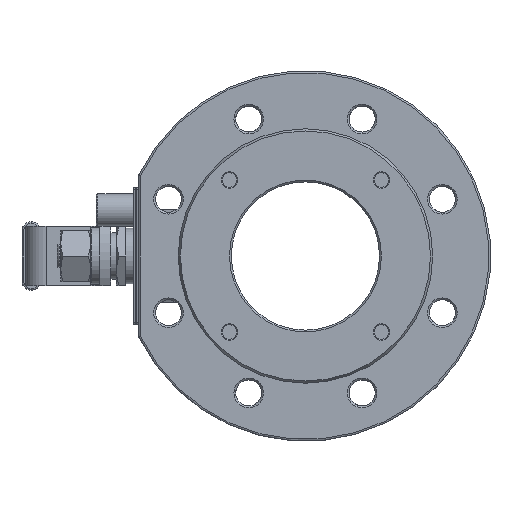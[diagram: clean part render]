
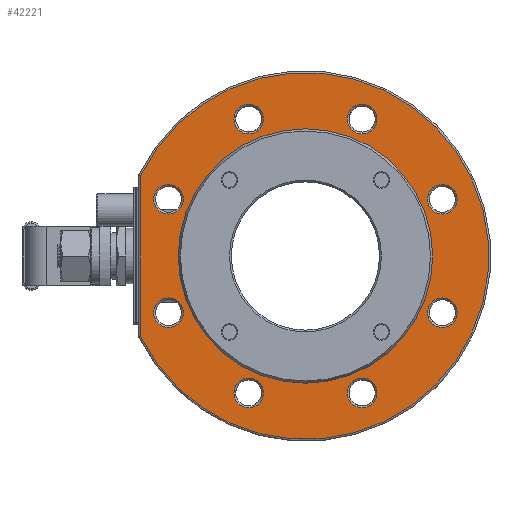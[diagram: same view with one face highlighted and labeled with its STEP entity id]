
A CAD part, left-side view. The second image highlights one B-rep face of the part: STEP entity #42221.
In plain terms, the highlighted planar face has unit normal (-1, 0, 0).
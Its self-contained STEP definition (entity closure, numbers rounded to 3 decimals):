
#329 = VERTEX_POINT ( 'NONE', #54820 ) ;
#333 = VERTEX_POINT ( 'NONE', #54824 ) ;
#334 = VERTEX_POINT ( 'NONE', #54825 ) ;
#336 = VERTEX_POINT ( 'NONE', #54827 ) ;
#339 = VERTEX_POINT ( 'NONE', #54830 ) ;
#341 = VERTEX_POINT ( 'NONE', #54832 ) ;
#342 = VERTEX_POINT ( 'NONE', #54833 ) ;
#343 = VERTEX_POINT ( 'NONE', #54834 ) ;
#344 = VERTEX_POINT ( 'NONE', #54835 ) ;
#602 = PLANE ( 'NONE',  #36147 ) ;
#604 = CARTESIAN_POINT ( 'NONE',  ( -58., 100., 0. ) ) ;
#606 = DIRECTION ( 'NONE',  ( -1., 0., 0. ) ) ;
#607 = DIRECTION ( 'NONE',  ( 0., -1., 0. ) ) ;
#3180 = CIRCLE ( 'NONE', #26479, 68.655 ) ;
#3204 = CIRCLE ( 'NONE', #26768, 8. ) ;
#3328 = VECTOR ( 'NONE', #27565, 1000. ) ;
#3329 = LINE ( 'NONE', #27587, #3328 ) ;
#3382 = CIRCLE ( 'NONE', #34985, 8. ) ;
#3387 = CIRCLE ( 'NONE', #26651, 8. ) ;
#6625 = EDGE_LOOP ( 'NONE', ( #52208 ) ) ;
#6630 = EDGE_LOOP ( 'NONE', ( #52189 ) ) ;
#6634 = EDGE_LOOP ( 'NONE', ( #51150, #52212 ) ) ;
#6647 = EDGE_LOOP ( 'NONE', ( #51154 ) ) ;
#6666 = EDGE_LOOP ( 'NONE', ( #52341 ) ) ;
#6668 = EDGE_LOOP ( 'NONE', ( #52254 ) ) ;
#6670 = EDGE_LOOP ( 'NONE', ( #52183 ) ) ;
#6672 = EDGE_LOOP ( 'NONE', ( #52298 ) ) ;
#6737 = EDGE_LOOP ( 'NONE', ( #51083 ) ) ;
#6805 = EDGE_LOOP ( 'NONE', ( #51131 ) ) ;
#12606 = CIRCLE ( 'NONE', #26887, 8. ) ;
#16449 = CARTESIAN_POINT ( 'NONE',  ( -58., -73.91, -30.615 ) ) ;
#16635 = DIRECTION ( 'NONE',  ( 0., -1., 0. ) ) ;
#16765 = DIRECTION ( 'NONE',  ( 1., 0., 0. ) ) ;
#16945 = DIRECTION ( 'NONE',  ( 1., 0., 0. ) ) ;
#17063 = DIRECTION ( 'NONE',  ( 0., -1., 0. ) ) ;
#17065 = CARTESIAN_POINT ( 'NONE',  ( -58., -30.615, 73.91 ) ) ;
#17371 = EDGE_CURVE ( 'NONE', #24969, #24920, #32571, .T. ) ;
#17462 = EDGE_CURVE ( 'NONE', #329, #329, #19569, .T. ) ;
#19569 = CIRCLE ( 'NONE', #42150, 8. ) ;
#24920 = VERTEX_POINT ( 'NONE', #54580 ) ;
#24969 = VERTEX_POINT ( 'NONE', #54630 ) ;
#25364 = EDGE_CURVE ( 'NONE', #333, #333, #40043, .T. ) ;
#25396 = EDGE_CURVE ( 'NONE', #334, #334, #3387, .T. ) ;
#25426 = EDGE_CURVE ( 'NONE', #336, #336, #12606, .T. ) ;
#25458 = EDGE_CURVE ( 'NONE', #339, #339, #40759, .T. ) ;
#25521 = EDGE_CURVE ( 'NONE', #341, #341, #40822, .T. ) ;
#25525 = EDGE_CURVE ( 'NONE', #342, #342, #3204, .T. ) ;
#25535 = EDGE_CURVE ( 'NONE', #343, #343, #3180, .T. ) ;
#25566 = EDGE_CURVE ( 'NONE', #24920, #24969, #3329, .T. ) ;
#25575 = EDGE_CURVE ( 'NONE', #344, #344, #3382, .T. ) ;
#26479 = AXIS2_PLACEMENT_3D ( 'NONE', #47304, #45987, #47212 ) ;
#26651 = AXIS2_PLACEMENT_3D ( 'NONE', #47373, #47355, #45636 ) ;
#26762 = AXIS2_PLACEMENT_3D ( 'NONE', #16449, #16765, #16635 ) ;
#26768 = AXIS2_PLACEMENT_3D ( 'NONE', #45525, #45900, #46237 ) ;
#26887 = AXIS2_PLACEMENT_3D ( 'NONE', #46013, #47600, #45592 ) ;
#27565 = DIRECTION ( 'NONE',  ( 0., 0., -1. ) ) ;
#27587 = CARTESIAN_POINT ( 'NONE',  ( -58., 89., 0. ) ) ;
#32571 = CIRCLE ( 'NONE', #36088, 99. ) ;
#32573 = FACE_OUTER_BOUND ( 'NONE', #6634, .T. ) ;
#32604 = FACE_BOUND ( 'NONE', #6666, .T. ) ;
#32616 = FACE_BOUND ( 'NONE', #6670, .T. ) ;
#32620 = FACE_BOUND ( 'NONE', #6737, .T. ) ;
#32627 = FACE_BOUND ( 'NONE', #6672, .T. ) ;
#32635 = FACE_BOUND ( 'NONE', #6630, .T. ) ;
#32645 = FACE_BOUND ( 'NONE', #6805, .T. ) ;
#32675 = FACE_BOUND ( 'NONE', #6668, .T. ) ;
#32695 = FACE_BOUND ( 'NONE', #6647, .T. ) ;
#32705 = FACE_BOUND ( 'NONE', #6625, .T. ) ;
#34985 = AXIS2_PLACEMENT_3D ( 'NONE', #51307, #51432, #51275 ) ;
#36088 = AXIS2_PLACEMENT_3D ( 'NONE', #47587, #47941, #48374 ) ;
#36147 = AXIS2_PLACEMENT_3D ( 'NONE', #604, #606, #607 ) ;
#40043 = CIRCLE ( 'NONE', #26762, 8. ) ;
#40759 = CIRCLE ( 'NONE', #41301, 8. ) ;
#40822 = CIRCLE ( 'NONE', #41489, 8. ) ;
#41301 = AXIS2_PLACEMENT_3D ( 'NONE', #17065, #16945, #17063 ) ;
#41489 = AXIS2_PLACEMENT_3D ( 'NONE', #46615, #46724, #46928 ) ;
#42150 = AXIS2_PLACEMENT_3D ( 'NONE', #46898, #46420, #47661 ) ;
#42221 = ADVANCED_FACE ( 'NONE', ( #32645, #32695, #32616, #32675, #32620, #32627, #32705, #32573, #32635, #32604 ), #602, .T. ) ;
#45525 = CARTESIAN_POINT ( 'NONE',  ( -58., 30.615, 73.91 ) ) ;
#45592 = DIRECTION ( 'NONE',  ( 0., -1., 0. ) ) ;
#45636 = DIRECTION ( 'NONE',  ( 0., -1., 0. ) ) ;
#45900 = DIRECTION ( 'NONE',  ( 1., 0., 0. ) ) ;
#45987 = DIRECTION ( 'NONE',  ( 1., 0., 0. ) ) ;
#46013 = CARTESIAN_POINT ( 'NONE',  ( -58., 73.91, 30.615 ) ) ;
#46237 = DIRECTION ( 'NONE',  ( 0., -1., 0. ) ) ;
#46420 = DIRECTION ( 'NONE',  ( 1., 0., 0. ) ) ;
#46615 = CARTESIAN_POINT ( 'NONE',  ( -58., 73.91, -30.615 ) ) ;
#46724 = DIRECTION ( 'NONE',  ( 1., 0., 0. ) ) ;
#46898 = CARTESIAN_POINT ( 'NONE',  ( -58., -73.91, 30.615 ) ) ;
#46928 = DIRECTION ( 'NONE',  ( 0., -1., 0. ) ) ;
#47212 = DIRECTION ( 'NONE',  ( 0., 1., 0. ) ) ;
#47304 = CARTESIAN_POINT ( 'NONE',  ( -58., 0., 0. ) ) ;
#47355 = DIRECTION ( 'NONE',  ( 1., 0., 0. ) ) ;
#47373 = CARTESIAN_POINT ( 'NONE',  ( -58., 30.615, -73.91 ) ) ;
#47587 = CARTESIAN_POINT ( 'NONE',  ( -58., 0., 0. ) ) ;
#47600 = DIRECTION ( 'NONE',  ( 1., 0., 0. ) ) ;
#47661 = DIRECTION ( 'NONE',  ( 0., -1., 0. ) ) ;
#47941 = DIRECTION ( 'NONE',  ( -1., 0., 0. ) ) ;
#48374 = DIRECTION ( 'NONE',  ( 0., -1., 0. ) ) ;
#51083 = ORIENTED_EDGE ( 'NONE', *, *, #17462, .T. ) ;
#51131 = ORIENTED_EDGE ( 'NONE', *, *, #25521, .T. ) ;
#51150 = ORIENTED_EDGE ( 'NONE', *, *, #17371, .T. ) ;
#51154 = ORIENTED_EDGE ( 'NONE', *, *, #25426, .T. ) ;
#51275 = DIRECTION ( 'NONE',  ( 0., -1., 0. ) ) ;
#51307 = CARTESIAN_POINT ( 'NONE',  ( -58., -30.615, -73.91 ) ) ;
#51432 = DIRECTION ( 'NONE',  ( 1., 0., 0. ) ) ;
#52183 = ORIENTED_EDGE ( 'NONE', *, *, #25525, .T. ) ;
#52189 = ORIENTED_EDGE ( 'NONE', *, *, #25535, .T. ) ;
#52208 = ORIENTED_EDGE ( 'NONE', *, *, #25575, .T. ) ;
#52212 = ORIENTED_EDGE ( 'NONE', *, *, #25566, .T. ) ;
#52254 = ORIENTED_EDGE ( 'NONE', *, *, #25458, .T. ) ;
#52298 = ORIENTED_EDGE ( 'NONE', *, *, #25364, .T. ) ;
#52341 = ORIENTED_EDGE ( 'NONE', *, *, #25396, .T. ) ;
#54580 = CARTESIAN_POINT ( 'NONE',  ( -58., 89., 43.359 ) ) ;
#54630 = CARTESIAN_POINT ( 'NONE',  ( -58., 89., -43.359 ) ) ;
#54820 = CARTESIAN_POINT ( 'NONE',  ( -58., -81.91, 30.615 ) ) ;
#54824 = CARTESIAN_POINT ( 'NONE',  ( -58., -81.91, -30.615 ) ) ;
#54825 = CARTESIAN_POINT ( 'NONE',  ( -58., 22.615, -73.91 ) ) ;
#54827 = CARTESIAN_POINT ( 'NONE',  ( -58., 65.91, 30.615 ) ) ;
#54830 = CARTESIAN_POINT ( 'NONE',  ( -58., -38.615, 73.91 ) ) ;
#54832 = CARTESIAN_POINT ( 'NONE',  ( -58., 65.91, -30.615 ) ) ;
#54833 = CARTESIAN_POINT ( 'NONE',  ( -58., 22.615, 73.91 ) ) ;
#54834 = CARTESIAN_POINT ( 'NONE',  ( -58., 68.655, 0. ) ) ;
#54835 = CARTESIAN_POINT ( 'NONE',  ( -58., -38.615, -73.91 ) ) ;
